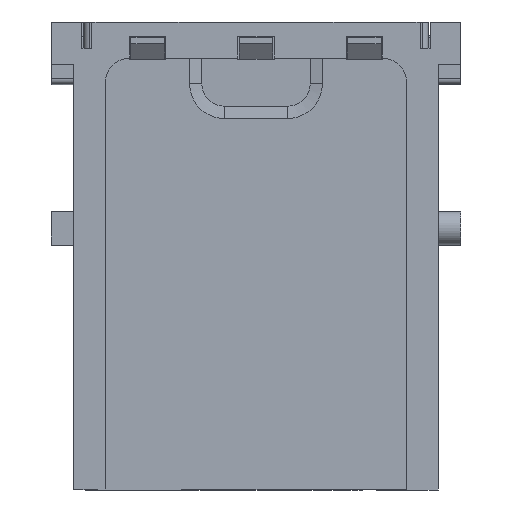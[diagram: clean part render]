
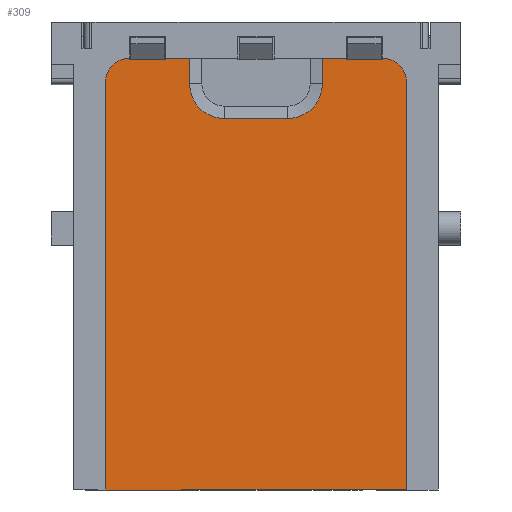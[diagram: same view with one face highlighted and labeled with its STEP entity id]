
A CAD part, left-side view. The second image highlights one B-rep face of the part: STEP entity #309.
In plain terms, the highlighted planar face has unit normal (-1, 0, 0).
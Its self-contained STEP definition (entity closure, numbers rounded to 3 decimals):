
#157=AXIS2_PLACEMENT_3D('Circle Axis2P3D',#155,#156,$) ;
#177=AXIS2_PLACEMENT_3D('Plane Axis2P3D',#174,#175,#176) ;
#181=AXIS2_PLACEMENT_3D('Circle Axis2P3D',#179,#180,$) ;
#223=AXIS2_PLACEMENT_3D('Circle Axis2P3D',#221,#222,$) ;
#265=AXIS2_PLACEMENT_3D('Circle Axis2P3D',#263,#264,$) ;
#49=CARTESIAN_POINT('Vertex',(0.02,11.479,33.766)) ;
#52=CARTESIAN_POINT('Line Origine',(0.02,11.479,34.833)) ;
#56=CARTESIAN_POINT('Vertex',(0.02,11.479,35.9)) ;
#155=CARTESIAN_POINT('Axis2P3D Location',(0.02,14.366,33.766)) ;
#159=CARTESIAN_POINT('Vertex',(0.02,14.366,30.879)) ;
#174=CARTESIAN_POINT('Axis2P3D Location',(0.02,17.,35.25)) ;
#179=CARTESIAN_POINT('Axis2P3D Location',(0.02,6.5,33.9)) ;
#183=CARTESIAN_POINT('Vertex',(0.02,4.5,33.9)) ;
#185=CARTESIAN_POINT('Vertex',(0.02,6.5,35.9)) ;
#188=CARTESIAN_POINT('Line Origine',(0.02,6.5,35.85)) ;
#192=CARTESIAN_POINT('Vertex',(0.02,6.5,35.8)) ;
#195=CARTESIAN_POINT('Line Origine',(0.02,8.,35.8)) ;
#199=CARTESIAN_POINT('Vertex',(0.02,9.5,35.8)) ;
#202=CARTESIAN_POINT('Line Origine',(0.02,9.5,35.85)) ;
#206=CARTESIAN_POINT('Vertex',(0.02,9.5,35.9)) ;
#209=CARTESIAN_POINT('Line Origine',(0.02,10.49,35.9)) ;
#214=CARTESIAN_POINT('Line Origine',(0.02,17.,30.879)) ;
#218=CARTESIAN_POINT('Vertex',(0.02,19.634,30.879)) ;
#221=CARTESIAN_POINT('Axis2P3D Location',(0.02,19.634,33.766)) ;
#225=CARTESIAN_POINT('Vertex',(0.02,22.521,33.766)) ;
#228=CARTESIAN_POINT('Line Origine',(0.02,22.521,34.833)) ;
#232=CARTESIAN_POINT('Vertex',(0.02,22.521,35.9)) ;
#235=CARTESIAN_POINT('Line Origine',(0.02,23.51,35.9)) ;
#239=CARTESIAN_POINT('Vertex',(0.02,24.5,35.9)) ;
#242=CARTESIAN_POINT('Line Origine',(0.02,24.5,35.85)) ;
#246=CARTESIAN_POINT('Vertex',(0.02,24.5,35.8)) ;
#249=CARTESIAN_POINT('Line Origine',(0.02,26.,35.8)) ;
#253=CARTESIAN_POINT('Vertex',(0.02,27.5,35.8)) ;
#256=CARTESIAN_POINT('Line Origine',(0.02,27.5,35.85)) ;
#260=CARTESIAN_POINT('Vertex',(0.02,27.5,35.9)) ;
#263=CARTESIAN_POINT('Axis2P3D Location',(0.02,27.5,33.9)) ;
#267=CARTESIAN_POINT('Vertex',(0.02,29.5,33.9)) ;
#270=CARTESIAN_POINT('Line Origine',(0.02,29.5,16.95)) ;
#274=CARTESIAN_POINT('Vertex',(0.02,29.5,0.)) ;
#277=CARTESIAN_POINT('Line Origine',(0.02,17.,0.)) ;
#281=CARTESIAN_POINT('Vertex',(0.02,4.5,0.)) ;
#284=CARTESIAN_POINT('Line Origine',(0.02,4.5,16.95)) ;
#53=DIRECTION('Vector Direction',(0.,0.,1.)) ;
#156=DIRECTION('Axis2P3D Direction',(-1.,0.,0.)) ;
#175=DIRECTION('Axis2P3D Direction',(1.,0.,0.)) ;
#176=DIRECTION('Axis2P3D XDirection',(0.,1.,0.)) ;
#180=DIRECTION('Axis2P3D Direction',(1.,0.,0.)) ;
#189=DIRECTION('Vector Direction',(0.,0.,-1.)) ;
#196=DIRECTION('Vector Direction',(0.,1.,0.)) ;
#203=DIRECTION('Vector Direction',(0.,0.,-1.)) ;
#210=DIRECTION('Vector Direction',(0.,1.,0.)) ;
#215=DIRECTION('Vector Direction',(0.,-1.,0.)) ;
#222=DIRECTION('Axis2P3D Direction',(1.,0.,0.)) ;
#229=DIRECTION('Vector Direction',(0.,0.,1.)) ;
#236=DIRECTION('Vector Direction',(0.,1.,0.)) ;
#243=DIRECTION('Vector Direction',(0.,0.,-1.)) ;
#250=DIRECTION('Vector Direction',(0.,1.,0.)) ;
#257=DIRECTION('Vector Direction',(0.,0.,-1.)) ;
#264=DIRECTION('Axis2P3D Direction',(1.,0.,0.)) ;
#271=DIRECTION('Vector Direction',(0.,0.,-1.)) ;
#278=DIRECTION('Vector Direction',(0.,-1.,0.)) ;
#285=DIRECTION('Vector Direction',(0.,0.,1.)) ;
#54=VECTOR('Line Direction',#53,1.) ;
#190=VECTOR('Line Direction',#189,1.) ;
#197=VECTOR('Line Direction',#196,1.) ;
#204=VECTOR('Line Direction',#203,1.) ;
#211=VECTOR('Line Direction',#210,1.) ;
#216=VECTOR('Line Direction',#215,1.) ;
#230=VECTOR('Line Direction',#229,1.) ;
#237=VECTOR('Line Direction',#236,1.) ;
#244=VECTOR('Line Direction',#243,1.) ;
#251=VECTOR('Line Direction',#250,1.) ;
#258=VECTOR('Line Direction',#257,1.) ;
#272=VECTOR('Line Direction',#271,1.) ;
#279=VECTOR('Line Direction',#278,1.) ;
#286=VECTOR('Line Direction',#285,1.) ;
#290=ORIENTED_EDGE('',*,*,#187,.T.) ;
#291=ORIENTED_EDGE('',*,*,#194,.T.) ;
#292=ORIENTED_EDGE('',*,*,#201,.T.) ;
#293=ORIENTED_EDGE('',*,*,#208,.F.) ;
#294=ORIENTED_EDGE('',*,*,#213,.F.) ;
#295=ORIENTED_EDGE('',*,*,#58,.F.) ;
#296=ORIENTED_EDGE('',*,*,#161,.T.) ;
#297=ORIENTED_EDGE('',*,*,#220,.F.) ;
#298=ORIENTED_EDGE('',*,*,#227,.T.) ;
#299=ORIENTED_EDGE('',*,*,#234,.T.) ;
#300=ORIENTED_EDGE('',*,*,#241,.T.) ;
#301=ORIENTED_EDGE('',*,*,#248,.T.) ;
#302=ORIENTED_EDGE('',*,*,#255,.T.) ;
#303=ORIENTED_EDGE('',*,*,#262,.F.) ;
#304=ORIENTED_EDGE('',*,*,#269,.T.) ;
#305=ORIENTED_EDGE('',*,*,#276,.T.) ;
#306=ORIENTED_EDGE('',*,*,#283,.T.) ;
#307=ORIENTED_EDGE('',*,*,#288,.T.) ;
#309=ADVANCED_FACE('Hauptk\X2\00F6\X0\rper',(#308),#178,.F.) ;
#158=CIRCLE('generated circle',#157,2.887) ;
#182=CIRCLE('generated circle',#181,2.) ;
#224=CIRCLE('generated circle',#223,2.887) ;
#266=CIRCLE('generated circle',#265,2.) ;
#58=EDGE_CURVE('',#50,#57,#55,.T.) ;
#161=EDGE_CURVE('',#50,#160,#158,.F.) ;
#187=EDGE_CURVE('',#184,#186,#182,.F.) ;
#194=EDGE_CURVE('',#186,#193,#191,.T.) ;
#201=EDGE_CURVE('',#193,#200,#198,.T.) ;
#208=EDGE_CURVE('',#207,#200,#205,.T.) ;
#213=EDGE_CURVE('',#57,#207,#212,.F.) ;
#220=EDGE_CURVE('',#219,#160,#217,.T.) ;
#227=EDGE_CURVE('',#219,#226,#224,.T.) ;
#234=EDGE_CURVE('',#226,#233,#231,.T.) ;
#241=EDGE_CURVE('',#233,#240,#238,.T.) ;
#248=EDGE_CURVE('',#240,#247,#245,.T.) ;
#255=EDGE_CURVE('',#247,#254,#252,.T.) ;
#262=EDGE_CURVE('',#261,#254,#259,.T.) ;
#269=EDGE_CURVE('',#261,#268,#266,.F.) ;
#276=EDGE_CURVE('',#268,#275,#273,.T.) ;
#283=EDGE_CURVE('',#275,#282,#280,.T.) ;
#288=EDGE_CURVE('',#282,#184,#287,.T.) ;
#289=EDGE_LOOP('',(#290,#291,#292,#293,#294,#295,#296,#297,#298,#299,#300,#301,#302,#303,#304,#305,#306,#307)) ;
#308=FACE_OUTER_BOUND('',#289,.T.) ;
#55=LINE('Line',#52,#54) ;
#191=LINE('Line',#188,#190) ;
#198=LINE('Line',#195,#197) ;
#205=LINE('Line',#202,#204) ;
#212=LINE('Line',#209,#211) ;
#217=LINE('Line',#214,#216) ;
#231=LINE('Line',#228,#230) ;
#238=LINE('Line',#235,#237) ;
#245=LINE('Line',#242,#244) ;
#252=LINE('Line',#249,#251) ;
#259=LINE('Line',#256,#258) ;
#273=LINE('Line',#270,#272) ;
#280=LINE('Line',#277,#279) ;
#287=LINE('Line',#284,#286) ;
#178=PLANE('',#177) ;
#50=VERTEX_POINT('',#49) ;
#57=VERTEX_POINT('',#56) ;
#160=VERTEX_POINT('',#159) ;
#184=VERTEX_POINT('',#183) ;
#186=VERTEX_POINT('',#185) ;
#193=VERTEX_POINT('',#192) ;
#200=VERTEX_POINT('',#199) ;
#207=VERTEX_POINT('',#206) ;
#219=VERTEX_POINT('',#218) ;
#226=VERTEX_POINT('',#225) ;
#233=VERTEX_POINT('',#232) ;
#240=VERTEX_POINT('',#239) ;
#247=VERTEX_POINT('',#246) ;
#254=VERTEX_POINT('',#253) ;
#261=VERTEX_POINT('',#260) ;
#268=VERTEX_POINT('',#267) ;
#275=VERTEX_POINT('',#274) ;
#282=VERTEX_POINT('',#281) ;
